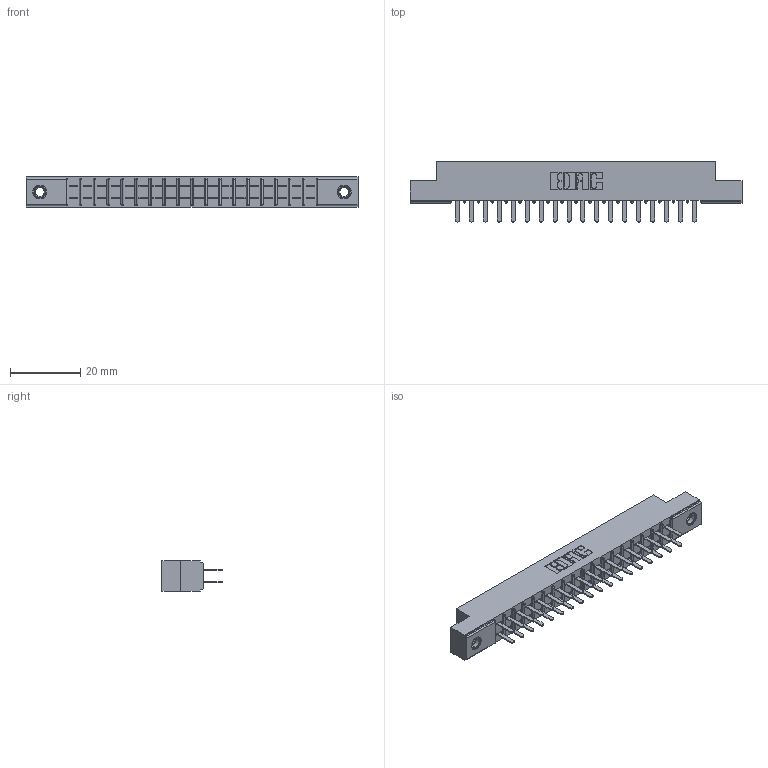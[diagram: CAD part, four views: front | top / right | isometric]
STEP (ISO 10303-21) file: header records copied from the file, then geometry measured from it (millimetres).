
FILE_DESCRIPTION (( 'STEP AP203' ), '1' );
FILE_NAME ('305-036-520-507.STEP', '2019-09-09T17:47:03', ( '' ), ( '' ), 'SwSTEP 2.0', 'SolidWorks 2016', '' );
FILE_SCHEMA (( 'CONFIG_CONTROL_DESIGN' ));
Length unit declared in the file: inch
Products named in the file (4): 305-290-001_520; 305 Part_.156 Dia; 345-250-001_345-250-005-103; 305-036-520-507
Assembly tree (39 placements, depth 2):
  305-036-520-507
    305 Part_.156 Dia
    305-290-001_520  x36
    345-250-001_345-250-005-103  x2
Bounding box: 94.34 x 17.09 x 8.71 mm (x, y, z)
Volume: 5902 mm3; surface area: 10988.3 mm2
Topology: 39 solids, 39 shells, 1832 faces, 5186 edges, 3352 vertices
Faces by surface type: plane 1072, cylinder 672, sphere 72, cone 12, torus 4
Entity records: 23476 total; most frequent: CARTESIAN_POINT 3867, ORIENTED_EDGE 3828, DIRECTION 3770, EDGE_CURVE 1914, LINE 1520, VECTOR 1520, VERTEX_POINT 1222, AXIS2_PLACEMENT_3D 1125
